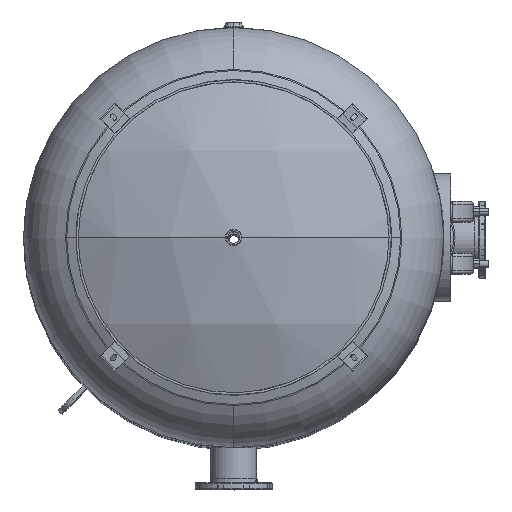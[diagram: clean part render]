
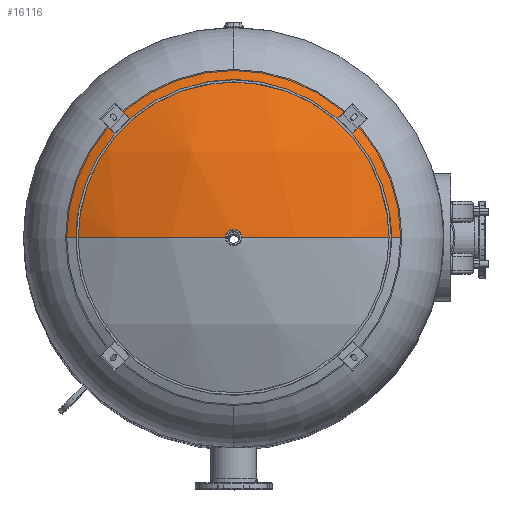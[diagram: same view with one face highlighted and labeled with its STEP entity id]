
A CAD part, top view. The second image highlights one B-rep face of the part: STEP entity #16116.
In plain terms, the highlighted spherical face has radius 1371.6 mm.
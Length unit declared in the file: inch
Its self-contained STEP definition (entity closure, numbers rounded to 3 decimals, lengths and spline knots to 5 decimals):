
#4263 = EDGE_LOOP ( 'NONE', ( #18892, #18890, #18888, #18886, #18884 ) ) ;
#9860 = CARTESIAN_POINT ( 'NONE',  ( 0., 0., 106.24855 ) ) ;
#9861 = DIRECTION ( 'NONE',  ( 0., 0., -1. ) ) ;
#9862 = DIRECTION ( 'NONE',  ( 0., 1., 0. ) ) ;
#9866 = CARTESIAN_POINT ( 'NONE',  ( 0., 0., 57.875 ) ) ;
#9867 = DIRECTION ( 'NONE',  ( 0., -1., 0. ) ) ;
#9868 = DIRECTION ( 'NONE',  ( 0., 0., -1. ) ) ;
#9872 = CARTESIAN_POINT ( 'NONE',  ( 0., 0., 57.875 ) ) ;
#9873 = DIRECTION ( 'NONE',  ( 0., 1., 0. ) ) ;
#9874 = DIRECTION ( 'NONE',  ( 0., 0., 1. ) ) ;
#11665 = CARTESIAN_POINT ( 'NONE',  ( -24., 0., 106.24855 ) ) ;
#11669 = CARTESIAN_POINT ( 'NONE',  ( -1.065, 0., 111.8645 ) ) ;
#11670 = CARTESIAN_POINT ( 'NONE',  ( 1.065, 0., 111.8645 ) ) ;
#11675 = CARTESIAN_POINT ( 'NONE',  ( 0., 24., 106.24855 ) ) ;
#11677 = CARTESIAN_POINT ( 'NONE',  ( 24., 0., 106.24855 ) ) ;
#11730 = CARTESIAN_POINT ( 'NONE',  ( 0., 0., 111.8645 ) ) ;
#11731 = DIRECTION ( 'NONE',  ( 0., 0., 1. ) ) ;
#11732 = DIRECTION ( 'NONE',  ( -1., 0., 0. ) ) ;
#11733 = CARTESIAN_POINT ( 'NONE',  ( 0., 0., 106.24855 ) ) ;
#11734 = DIRECTION ( 'NONE',  ( 0., 0., -1. ) ) ;
#11735 = DIRECTION ( 'NONE',  ( 0., 1., 0. ) ) ;
#13951 = VERTEX_POINT ( 'NONE', #11665 ) ;
#13961 = VERTEX_POINT ( 'NONE', #11669 ) ;
#13963 = VERTEX_POINT ( 'NONE', #11670 ) ;
#13972 = VERTEX_POINT ( 'NONE', #11675 ) ;
#13976 = VERTEX_POINT ( 'NONE', #11677 ) ;
#15757 = EDGE_CURVE ( 'NONE', #13963, #13961, #16493, .T. ) ;
#15758 = EDGE_CURVE ( 'NONE', #13951, #13972, #16497, .T. ) ;
#15865 = EDGE_CURVE ( 'NONE', #13972, #13976, #16619, .T. ) ;
#15867 = EDGE_CURVE ( 'NONE', #13961, #13951, #16615, .T. ) ;
#15869 = EDGE_CURVE ( 'NONE', #13963, #13976, #16627, .T. ) ;
#16116 = ADVANCED_FACE ( 'NONE', ( #18065 ), #18067, .T. ) ;
#16493 = CIRCLE ( 'NONE', #16500, 1.065 ) ;
#16497 = CIRCLE ( 'NONE', #16502, 24. ) ;
#16500 = AXIS2_PLACEMENT_3D ( 'NONE', #11730, #11731, #11732 ) ;
#16502 = AXIS2_PLACEMENT_3D ( 'NONE', #11733, #11734, #11735 ) ;
#16615 = CIRCLE ( 'NONE', #16626, 54. ) ;
#16619 = CIRCLE ( 'NONE', #16622, 24. ) ;
#16622 = AXIS2_PLACEMENT_3D ( 'NONE', #9860, #9861, #9862 ) ;
#16626 = AXIS2_PLACEMENT_3D ( 'NONE', #9866, #9867, #9868 ) ;
#16627 = CIRCLE ( 'NONE', #16630, 54. ) ;
#16630 = AXIS2_PLACEMENT_3D ( 'NONE', #9872, #9873, #9874 ) ;
#16878 = AXIS2_PLACEMENT_3D ( 'NONE', #18060, #18070, #18071 ) ;
#18060 = CARTESIAN_POINT ( 'NONE',  ( 0., 0., 57.875 ) ) ;
#18065 = FACE_OUTER_BOUND ( 'NONE', #4263, .T. ) ;
#18067 = SPHERICAL_SURFACE ( 'NONE', #16878, 54. ) ;
#18070 = DIRECTION ( 'NONE',  ( 0., -1., 0. ) ) ;
#18071 = DIRECTION ( 'NONE',  ( 1., 0., 0. ) ) ;
#18884 = ORIENTED_EDGE ( 'NONE', *, *, #15758, .F. ) ;
#18886 = ORIENTED_EDGE ( 'NONE', *, *, #15865, .F. ) ;
#18888 = ORIENTED_EDGE ( 'NONE', *, *, #15869, .T. ) ;
#18890 = ORIENTED_EDGE ( 'NONE', *, *, #15757, .F. ) ;
#18892 = ORIENTED_EDGE ( 'NONE', *, *, #15867, .F. ) ;
